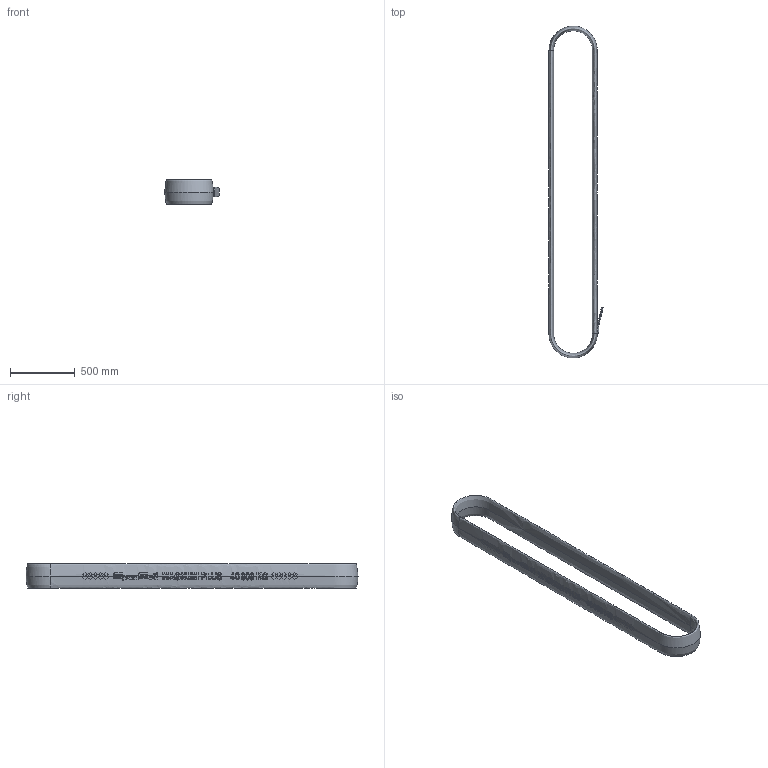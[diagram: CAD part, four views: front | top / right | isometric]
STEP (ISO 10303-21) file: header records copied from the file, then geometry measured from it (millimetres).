
FILE_DESCRIPTION(/* description */ (''),/* implementation_level */ '2;1');
FILE_NAME(/* name */ 'magnum_plus_40000',/* time_stamp */ '2015-09-16T13:06:09+03:00',/* author */ (''),/* organization */ (''),/* preprocessor_version */ 'ST-DEVELOPER v10',/* originating_system */ '',/* authorisation */ '');
FILE_SCHEMA (('AUTOMOTIVE_DESIGN_CC2'));
Length unit declared in the file: millimetre
Products named in the file (1): 1
Bounding box: 419.28 x 2573.84 x 190 mm (x, y, z)
Volume: 30284312.7 mm3; surface area: 2209364.7 mm2
Topology: 2 solids, 2 shells, 342 faces, 1294 edges, 988 vertices
Faces by surface type: bspline 340, plane 2
Entity records: 29918 total; most frequent: CARTESIAN_POINT 23028, ORIENTED_EDGE 2588, EDGE_CURVE 1294, VERTEX_POINT 988, B_SPLINE_CURVE_WITH_KNOTS 875, EDGE_LOOP 376, ADVANCED_FACE 342, FACE_OUTER_BOUND 342
